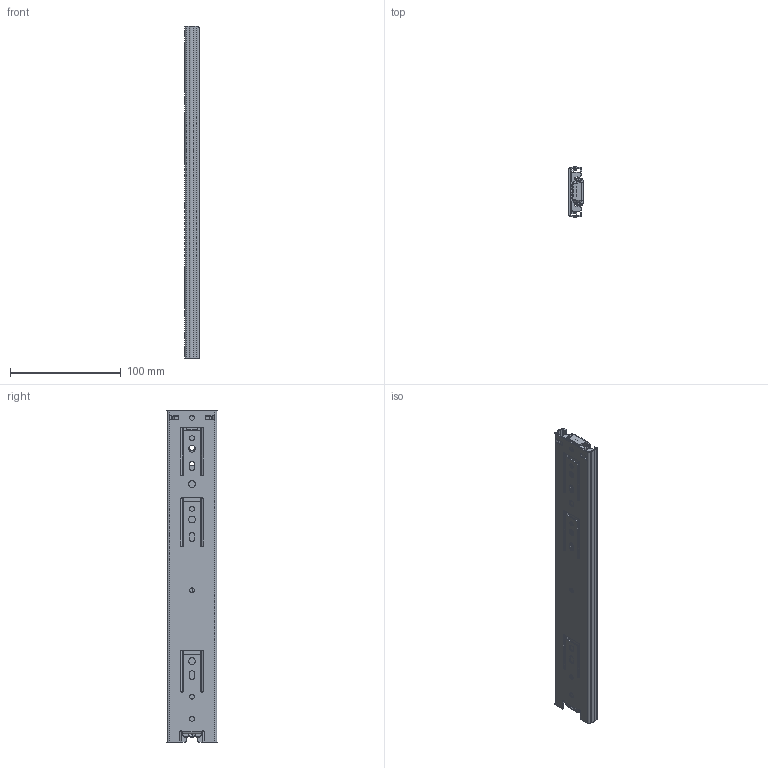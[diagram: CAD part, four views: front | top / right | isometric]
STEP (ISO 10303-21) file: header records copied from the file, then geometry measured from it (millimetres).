
FILE_DESCRIPTION (( 'STEP AP214' ), '1' );
FILE_NAME ('FR_5046_OE.0300mm_12inch_closed.STEP', '2022-10-31T11:50:54', ( '' ), ( '' ), 'SwSTEP 2.0', 'SolidWorks 2020', '' );
FILE_SCHEMA (( 'AUTOMOTIVE_DESIGN' ));
Length unit declared in the file: millimetre
Products named in the file (11): Anschlag Mittelprofiel; Niete; 5046.XXX-02.C000A_NL  300; Anschlag hinten; 5046.XXX-03.C000A_NL  300; 5046.XXX-01.C000A_NL  300; AHS; FR_5046_OE.0300mm_12inch_closed
Assembly tree (10 placements, depth 3):
  FR_5046_OE.0300mm_12inch_closed
    5046.XXX-01.C000A_NL  300
      5046.XXX-01.C000A_NL  300
      Anschlag hinten
    5046.XXX-02.C000A_NL  300
      5046.XXX-02.C000A_NL  300
      Anschlag Mittelprofiel
    5046.XXX-03.C000A_NL  300
      5046.XXX-03.C000A_NL  300
      AHS
      Niete
Bounding box: 12.7 x 45.46 x 300 mm (x, y, z)
Volume: 57531.3 mm3; surface area: 95522 mm2
Topology: 7 solids, 7 shells, 652 faces, 1639 edges, 996 vertices
Faces by surface type: plane 343, cylinder 245, torus 33, bspline 22, cone 6, sphere 3
Entity records: 20391 total; most frequent: CARTESIAN_POINT 4126, DIRECTION 3417, ORIENTED_EDGE 3272, EDGE_CURVE 1636, AXIS2_PLACEMENT_3D 1209, VECTOR 999, LINE 999, VERTEX_POINT 996
